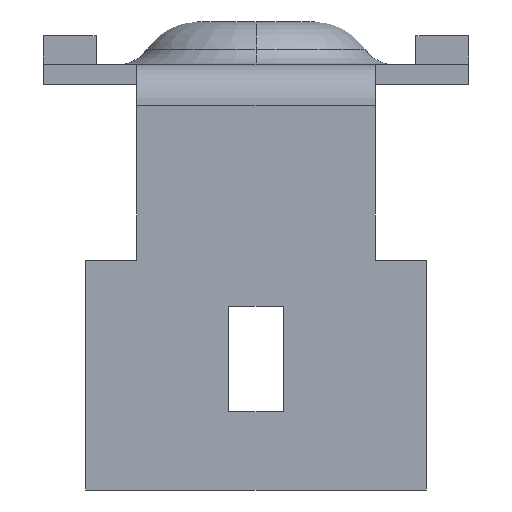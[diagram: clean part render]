
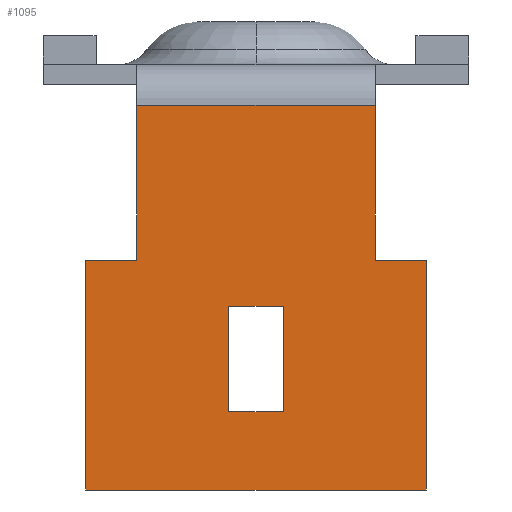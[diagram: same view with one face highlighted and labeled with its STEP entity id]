
A CAD part, front view. The second image highlights one B-rep face of the part: STEP entity #1095.
In plain terms, the highlighted planar face has unit normal (0, -1, 0).
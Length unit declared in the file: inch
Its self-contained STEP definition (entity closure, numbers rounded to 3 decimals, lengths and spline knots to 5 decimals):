
#4 = CARTESIAN_POINT ( 'NONE',  ( -0.016, -0.04, -0.142 ) ) ;
#9 = VERTEX_POINT ( 'NONE', #720 ) ;
#17 = ORIENTED_EDGE ( 'NONE', *, *, #1565, .F. ) ;
#25 = CARTESIAN_POINT ( 'NONE',  ( 0.1, -0.04, -0.25 ) ) ;
#37 = CARTESIAN_POINT ( 'NONE',  ( -0.07, -0.04, -0.024 ) ) ;
#62 = VERTEX_POINT ( 'NONE', #431 ) ;
#71 = VERTEX_POINT ( 'NONE', #37 ) ;
#82 = DIRECTION ( 'NONE',  ( -1., 0., 0. ) ) ;
#102 = DIRECTION ( 'NONE',  ( 0., 0., -1. ) ) ;
#117 = VECTOR ( 'NONE', #1104, 39.37008 ) ;
#126 = CARTESIAN_POINT ( 'NONE',  ( -0.016, -0.04, -0.204 ) ) ;
#180 = LINE ( 'NONE', #762, #1183 ) ;
#218 = LINE ( 'NONE', #1046, #569 ) ;
#220 = ORIENTED_EDGE ( 'NONE', *, *, #1623, .T. ) ;
#244 = ORIENTED_EDGE ( 'NONE', *, *, #1557, .T. ) ;
#259 = DIRECTION ( 'NONE',  ( 0., 0., -1. ) ) ;
#272 = LINE ( 'NONE', #1225, #117 ) ;
#280 = DIRECTION ( 'NONE',  ( 1., 0., 0. ) ) ;
#367 = CARTESIAN_POINT ( 'NONE',  ( 0.016, -0.04, -0.204 ) ) ;
#404 = VERTEX_POINT ( 'NONE', #937 ) ;
#431 = CARTESIAN_POINT ( 'NONE',  ( -0.07, -0.04, -0.115 ) ) ;
#433 = VERTEX_POINT ( 'NONE', #1366 ) ;
#466 = CARTESIAN_POINT ( 'NONE',  ( 0.07, -0.04, -0.024 ) ) ;
#467 = VECTOR ( 'NONE', #637, 39.37008 ) ;
#473 = LINE ( 'NONE', #4, #1450 ) ;
#474 = ORIENTED_EDGE ( 'NONE', *, *, #1727, .T. ) ;
#507 = CARTESIAN_POINT ( 'NONE',  ( -0.1, -0.04, 0. ) ) ;
#528 = LINE ( 'NONE', #643, #467 ) ;
#531 = VERTEX_POINT ( 'NONE', #546 ) ;
#533 = DIRECTION ( 'NONE',  ( 0., 0., 1. ) ) ;
#546 = CARTESIAN_POINT ( 'NONE',  ( -0.1, -0.04, -0.115 ) ) ;
#559 = ORIENTED_EDGE ( 'NONE', *, *, #1628, .F. ) ;
#569 = VECTOR ( 'NONE', #1345, 39.37008 ) ;
#616 = FACE_OUTER_BOUND ( 'NONE', #729, .T. ) ;
#626 = DIRECTION ( 'NONE',  ( 0., 0., 1. ) ) ;
#635 = VERTEX_POINT ( 'NONE', #1517 ) ;
#637 = DIRECTION ( 'NONE',  ( 1., 0., 0. ) ) ;
#643 = CARTESIAN_POINT ( 'NONE',  ( 0., -0.04, -0.25 ) ) ;
#672 = CARTESIAN_POINT ( 'NONE',  ( 0.07, -0.04, 0. ) ) ;
#720 = CARTESIAN_POINT ( 'NONE',  ( -0.1, -0.04, -0.25 ) ) ;
#729 = EDGE_LOOP ( 'NONE', ( #17, #1644, #474, #1373, #220, #244, #1519, #764 ) ) ;
#741 = AXIS2_PLACEMENT_3D ( 'NONE', #1686, #1531, #1520 ) ;
#746 = EDGE_LOOP ( 'NONE', ( #559, #777, #1563, #1608 ) ) ;
#752 = LINE ( 'NONE', #934, #1374 ) ;
#762 = CARTESIAN_POINT ( 'NONE',  ( -0.07, -0.04, 0. ) ) ;
#764 = ORIENTED_EDGE ( 'NONE', *, *, #1296, .T. ) ;
#777 = ORIENTED_EDGE ( 'NONE', *, *, #1669, .F. ) ;
#804 = LINE ( 'NONE', #1252, #1790 ) ;
#817 = VECTOR ( 'NONE', #259, 39.37008 ) ;
#820 = DIRECTION ( 'NONE',  ( 0., 0., -1. ) ) ;
#845 = VERTEX_POINT ( 'NONE', #25 ) ;
#858 = VECTOR ( 'NONE', #102, 39.37008 ) ;
#859 = VERTEX_POINT ( 'NONE', #466 ) ;
#934 = CARTESIAN_POINT ( 'NONE',  ( 0.016, -0.04, -0.204 ) ) ;
#937 = CARTESIAN_POINT ( 'NONE',  ( -0.016, -0.04, -0.204 ) ) ;
#941 = LINE ( 'NONE', #507, #817 ) ;
#954 = LINE ( 'NONE', #367, #1292 ) ;
#977 = VECTOR ( 'NONE', #1485, 39.37008 ) ;
#1046 = CARTESIAN_POINT ( 'NONE',  ( 0., -0.04, -0.115 ) ) ;
#1095 = ADVANCED_FACE ( 'NONE', ( #1288, #616 ), #1540, .F. ) ;
#1104 = DIRECTION ( 'NONE',  ( 1., 0., 0. ) ) ;
#1183 = VECTOR ( 'NONE', #820, 39.37008 ) ;
#1225 = CARTESIAN_POINT ( 'NONE',  ( 0.07, -0.04, -0.024 ) ) ;
#1230 = DIRECTION ( 'NONE',  ( 0., 0., 1. ) ) ;
#1234 = LINE ( 'NONE', #126, #858 ) ;
#1243 = CARTESIAN_POINT ( 'NONE',  ( -0.016, -0.04, -0.142 ) ) ;
#1252 = CARTESIAN_POINT ( 'NONE',  ( 0.1, -0.04, 0. ) ) ;
#1272 = VERTEX_POINT ( 'NONE', #1243 ) ;
#1288 = FACE_BOUND ( 'NONE', #746, .T. ) ;
#1292 = VECTOR ( 'NONE', #280, 39.37008 ) ;
#1296 = EDGE_CURVE ( 'NONE', #635, #859, #1678, .T. ) ;
#1345 = DIRECTION ( 'NONE',  ( -1., 0., 0. ) ) ;
#1366 = CARTESIAN_POINT ( 'NONE',  ( 0.1, -0.04, -0.115 ) ) ;
#1373 = ORIENTED_EDGE ( 'NONE', *, *, #1746, .T. ) ;
#1374 = VECTOR ( 'NONE', #533, 39.37008 ) ;
#1408 = VERTEX_POINT ( 'NONE', #1428 ) ;
#1414 = EDGE_CURVE ( 'NONE', #433, #635, #1523, .T. ) ;
#1428 = CARTESIAN_POINT ( 'NONE',  ( 0.016, -0.04, -0.204 ) ) ;
#1436 = VECTOR ( 'NONE', #626, 39.37008 ) ;
#1450 = VECTOR ( 'NONE', #82, 39.37008 ) ;
#1485 = DIRECTION ( 'NONE',  ( -1., 0., 0. ) ) ;
#1517 = CARTESIAN_POINT ( 'NONE',  ( 0.07, -0.04, -0.115 ) ) ;
#1519 = ORIENTED_EDGE ( 'NONE', *, *, #1414, .T. ) ;
#1520 = DIRECTION ( 'NONE',  ( 0., 0., 1. ) ) ;
#1523 = LINE ( 'NONE', #1599, #977 ) ;
#1525 = VERTEX_POINT ( 'NONE', #1626 ) ;
#1531 = DIRECTION ( 'NONE',  ( 0., 1., 0. ) ) ;
#1540 = PLANE ( 'NONE',  #741 ) ;
#1557 = EDGE_CURVE ( 'NONE', #845, #433, #804, .T. ) ;
#1563 = ORIENTED_EDGE ( 'NONE', *, *, #1694, .F. ) ;
#1565 = EDGE_CURVE ( 'NONE', #71, #859, #272, .T. ) ;
#1599 = CARTESIAN_POINT ( 'NONE',  ( 0., -0.04, -0.115 ) ) ;
#1608 = ORIENTED_EDGE ( 'NONE', *, *, #1708, .F. ) ;
#1623 = EDGE_CURVE ( 'NONE', #9, #845, #528, .T. ) ;
#1626 = CARTESIAN_POINT ( 'NONE',  ( 0.016, -0.04, -0.142 ) ) ;
#1628 = EDGE_CURVE ( 'NONE', #1408, #1525, #752, .T. ) ;
#1644 = ORIENTED_EDGE ( 'NONE', *, *, #1715, .T. ) ;
#1669 = EDGE_CURVE ( 'NONE', #404, #1408, #954, .T. ) ;
#1678 = LINE ( 'NONE', #672, #1436 ) ;
#1686 = CARTESIAN_POINT ( 'NONE',  ( 0., -0.04, 0. ) ) ;
#1694 = EDGE_CURVE ( 'NONE', #1272, #404, #1234, .T. ) ;
#1708 = EDGE_CURVE ( 'NONE', #1525, #1272, #473, .T. ) ;
#1715 = EDGE_CURVE ( 'NONE', #71, #62, #180, .T. ) ;
#1727 = EDGE_CURVE ( 'NONE', #62, #531, #218, .T. ) ;
#1746 = EDGE_CURVE ( 'NONE', #531, #9, #941, .T. ) ;
#1790 = VECTOR ( 'NONE', #1230, 39.37008 ) ;
